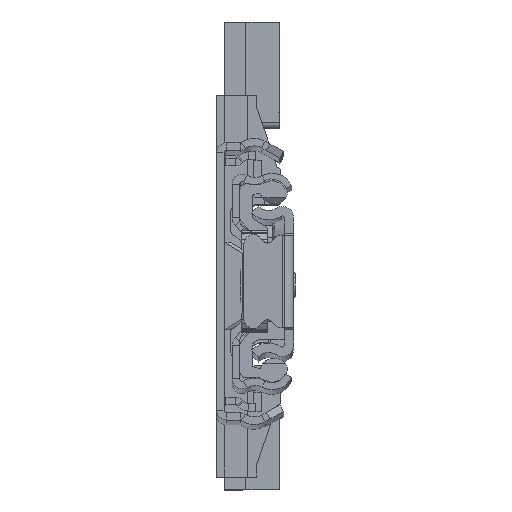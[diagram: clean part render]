
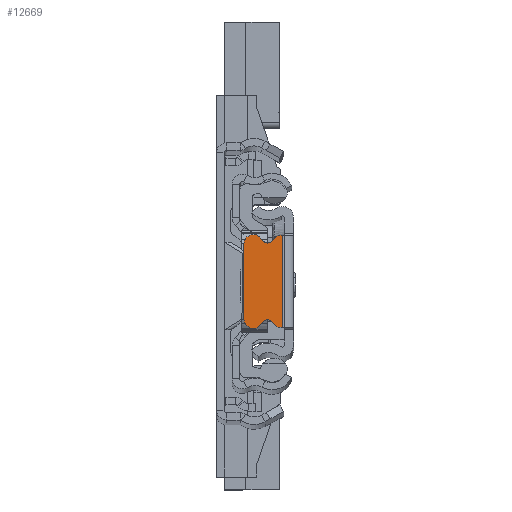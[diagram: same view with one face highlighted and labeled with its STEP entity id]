
A CAD part, top view. The second image highlights one B-rep face of the part: STEP entity #12669.
In plain terms, the highlighted planar face has unit normal (0, 0, 1).
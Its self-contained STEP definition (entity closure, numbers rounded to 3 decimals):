
#1137 = DIRECTION ( 'NONE',  ( 0., 0., -1. ) ) ;
#1488 = VERTEX_POINT ( 'NONE', #35992 ) ;
#1623 = DIRECTION ( 'NONE',  ( 0., 0., 1. ) ) ;
#1715 = ORIENTED_EDGE ( 'NONE', *, *, #15482, .T. ) ;
#1746 = CARTESIAN_POINT ( 'NONE',  ( -7.929, -6., 0. ) ) ;
#1967 = CIRCLE ( 'NONE', #21520, 1.1 ) ;
#2284 = VERTEX_POINT ( 'NONE', #27010 ) ;
#2462 = CARTESIAN_POINT ( 'NONE',  ( -3.206, 6.658, 0. ) ) ;
#2489 = CARTESIAN_POINT ( 'NONE',  ( -1.929, 7.37, 0. ) ) ;
#3450 = DIRECTION ( 'NONE',  ( -1., 0., 0. ) ) ;
#3542 = AXIS2_PLACEMENT_3D ( 'NONE', #4611, #15950, #27228 ) ;
#4384 = ORIENTED_EDGE ( 'NONE', *, *, #14759, .T. ) ;
#4390 = EDGE_LOOP ( 'NONE', ( #32626, #30283, #18218, #16184, #27835, #10728, #26124, #1715, #4384, #26675 ) ) ;
#4611 = CARTESIAN_POINT ( 'NONE',  ( 494.071, 0., 0. ) ) ;
#5744 = CARTESIAN_POINT ( 'NONE',  ( -3.206, -6.658, 0. ) ) ;
#5803 = VERTEX_POINT ( 'NONE', #24191 ) ;
#6149 = CARTESIAN_POINT ( 'NONE',  ( -7.929, -6., 0. ) ) ;
#6228 = LINE ( 'NONE', #17558, #36613 ) ;
#7037 = CARTESIAN_POINT ( 'NONE',  ( -1.929, 7.37, 0. ) ) ;
#7409 = DIRECTION ( 'NONE',  ( -1., 0., 0. ) ) ;
#9135 = AXIS2_PLACEMENT_3D ( 'NONE', #19240, #1137, #9468 ) ;
#9337 = EDGE_CURVE ( 'NONE', #28547, #20892, #32462, .T. ) ;
#9468 = DIRECTION ( 'NONE',  ( 1., 0., 0. ) ) ;
#10424 = DIRECTION ( 'NONE',  ( 0., -1., 0. ) ) ;
#10659 = VECTOR ( 'NONE', #10424, 1000. ) ;
#10728 = ORIENTED_EDGE ( 'NONE', *, *, #22879, .T. ) ;
#10822 = LINE ( 'NONE', #2489, #25738 ) ;
#11154 = DIRECTION ( 'NONE',  ( 0., 0., -1. ) ) ;
#12669 = ADVANCED_FACE ( 'NONE', ( #21483 ), #18707, .T. ) ;
#12933 = DIRECTION ( 'NONE',  ( 1., 0., 0. ) ) ;
#13157 = CARTESIAN_POINT ( 'NONE',  ( -7.929, 6., 0. ) ) ;
#13222 = EDGE_CURVE ( 'NONE', #15141, #1488, #29016, .T. ) ;
#14371 = DIRECTION ( 'NONE',  ( 0., 0., 1. ) ) ;
#14759 = EDGE_CURVE ( 'NONE', #33746, #2284, #33306, .T. ) ;
#15141 = VERTEX_POINT ( 'NONE', #6149 ) ;
#15482 = EDGE_CURVE ( 'NONE', #1488, #33746, #1967, .T. ) ;
#15655 = EDGE_CURVE ( 'NONE', #17584, #2284, #33362, .T. ) ;
#15950 = DIRECTION ( 'NONE',  ( 0., 0., 1. ) ) ;
#16184 = ORIENTED_EDGE ( 'NONE', *, *, #29841, .T. ) ;
#16225 = CARTESIAN_POINT ( 'NONE',  ( -1.75, -7.37, 0. ) ) ;
#16733 = CARTESIAN_POINT ( 'NONE',  ( -4.142, -7.236, 0. ) ) ;
#17315 = AXIS2_PLACEMENT_3D ( 'NONE', #32591, #1623, #12933 ) ;
#17558 = CARTESIAN_POINT ( 'NONE',  ( -1.75, 0., 0. ) ) ;
#17584 = VERTEX_POINT ( 'NONE', #16225 ) ;
#18218 = ORIENTED_EDGE ( 'NONE', *, *, #26799, .T. ) ;
#18707 = PLANE ( 'NONE',  #3542 ) ;
#19240 = CARTESIAN_POINT ( 'NONE',  ( -4.142, 7.236, 0. ) ) ;
#20120 = CARTESIAN_POINT ( 'NONE',  ( -6.429, -6., 0. ) ) ;
#20316 = DIRECTION ( 'NONE',  ( 0., 0., 1. ) ) ;
#20892 = VERTEX_POINT ( 'NONE', #13157 ) ;
#21358 = EDGE_CURVE ( 'NONE', #5803, #17584, #6228, .T. ) ;
#21386 = LINE ( 'NONE', #1746, #10659 ) ;
#21483 = FACE_OUTER_BOUND ( 'NONE', #4390, .T. ) ;
#21520 = AXIS2_PLACEMENT_3D ( 'NONE', #16733, #11154, #22470 ) ;
#21965 = DIRECTION ( 'NONE',  ( 1., 0., 0. ) ) ;
#22413 = AXIS2_PLACEMENT_3D ( 'NONE', #23110, #20316, #3450 ) ;
#22470 = DIRECTION ( 'NONE',  ( -1., 0., 0. ) ) ;
#22879 = EDGE_CURVE ( 'NONE', #20892, #15141, #21386, .T. ) ;
#23019 = VERTEX_POINT ( 'NONE', #2462 ) ;
#23110 = CARTESIAN_POINT ( 'NONE',  ( -6.429, 6., 0. ) ) ;
#23357 = AXIS2_PLACEMENT_3D ( 'NONE', #31883, #32423, #23895 ) ;
#23895 = DIRECTION ( 'NONE',  ( -1., 0., 0. ) ) ;
#24191 = CARTESIAN_POINT ( 'NONE',  ( -1.75, 7.37, 0. ) ) ;
#24457 = VERTEX_POINT ( 'NONE', #7037 ) ;
#25738 = VECTOR ( 'NONE', #21965, 1000. ) ;
#26124 = ORIENTED_EDGE ( 'NONE', *, *, #13222, .T. ) ;
#26675 = ORIENTED_EDGE ( 'NONE', *, *, #15655, .F. ) ;
#26799 = EDGE_CURVE ( 'NONE', #24457, #23019, #27481, .T. ) ;
#26886 = CIRCLE ( 'NONE', #9135, 1.1 ) ;
#27010 = CARTESIAN_POINT ( 'NONE',  ( -1.929, -7.37, 0. ) ) ;
#27228 = DIRECTION ( 'NONE',  ( 1., 0., 0. ) ) ;
#27481 = CIRCLE ( 'NONE', #23357, 1.5 ) ;
#27835 = ORIENTED_EDGE ( 'NONE', *, *, #9337, .T. ) ;
#28547 = VERTEX_POINT ( 'NONE', #33752 ) ;
#28854 = DIRECTION ( 'NONE',  ( 0., -1., 0. ) ) ;
#29016 = CIRCLE ( 'NONE', #31970, 1.5 ) ;
#29841 = EDGE_CURVE ( 'NONE', #23019, #28547, #26886, .T. ) ;
#30283 = ORIENTED_EDGE ( 'NONE', *, *, #36088, .F. ) ;
#31883 = CARTESIAN_POINT ( 'NONE',  ( -1.929, 5.87, 0. ) ) ;
#31970 = AXIS2_PLACEMENT_3D ( 'NONE', #20120, #14371, #34391 ) ;
#32423 = DIRECTION ( 'NONE',  ( 0., 0., 1. ) ) ;
#32462 = CIRCLE ( 'NONE', #22413, 1.5 ) ;
#32591 = CARTESIAN_POINT ( 'NONE',  ( -1.929, -5.87, 0. ) ) ;
#32626 = ORIENTED_EDGE ( 'NONE', *, *, #21358, .F. ) ;
#32637 = CARTESIAN_POINT ( 'NONE',  ( -1.929, -7.37, 0. ) ) ;
#33306 = CIRCLE ( 'NONE', #17315, 1.5 ) ;
#33362 = LINE ( 'NONE', #32637, #35745 ) ;
#33746 = VERTEX_POINT ( 'NONE', #5744 ) ;
#33752 = CARTESIAN_POINT ( 'NONE',  ( -5.109, 6.713, 0. ) ) ;
#34391 = DIRECTION ( 'NONE',  ( 1., 0., 0. ) ) ;
#35745 = VECTOR ( 'NONE', #7409, 1000. ) ;
#35992 = CARTESIAN_POINT ( 'NONE',  ( -5.109, -6.713, 0. ) ) ;
#36088 = EDGE_CURVE ( 'NONE', #24457, #5803, #10822, .T. ) ;
#36613 = VECTOR ( 'NONE', #28854, 1000. ) ;
